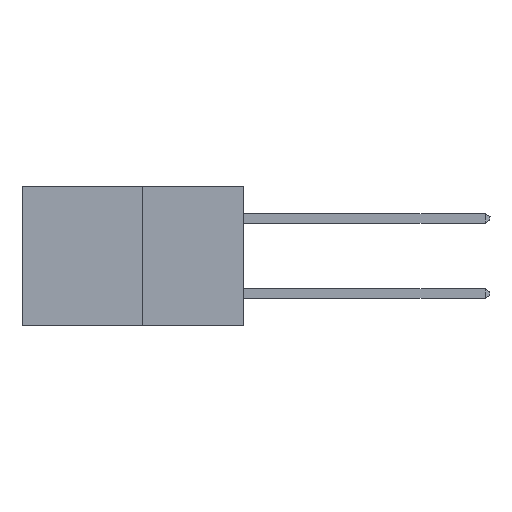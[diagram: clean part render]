
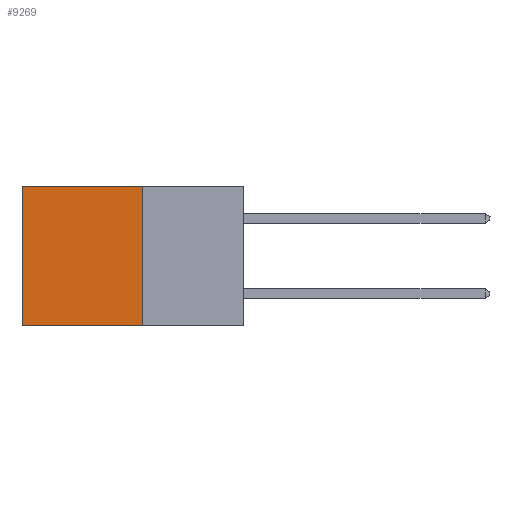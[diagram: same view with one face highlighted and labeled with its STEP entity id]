
A CAD part, left-side view. The second image highlights one B-rep face of the part: STEP entity #9269.
In plain terms, the highlighted planar face has unit normal (-1, 0, 0).
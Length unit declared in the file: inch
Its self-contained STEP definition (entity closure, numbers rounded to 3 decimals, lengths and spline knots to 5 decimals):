
#1331 = DIRECTION ( 'NONE',  ( 0., 0., -1. ) ) ;
#2543 = DIRECTION ( 'NONE',  ( 1., 0., 0. ) ) ;
#3027 = LINE ( 'NONE', #7578, #18355 ) ;
#4138 = ORIENTED_EDGE ( 'NONE', *, *, #7226, .T. ) ;
#4143 = DIRECTION ( 'NONE',  ( 0., 0., -1. ) ) ;
#4507 = EDGE_CURVE ( 'NONE', #16203, #8635, #9412, .T. ) ;
#5027 = CARTESIAN_POINT ( 'NONE',  ( 0.277, 0.27, 0. ) ) ;
#5596 = VECTOR ( 'NONE', #7066, 39.37008 ) ;
#6642 = EDGE_CURVE ( 'NONE', #11142, #16203, #3027, .T. ) ;
#6941 = EDGE_LOOP ( 'NONE', ( #9790, #16295, #7128, #4138 ) ) ;
#7066 = DIRECTION ( 'NONE',  ( 0., 1., 0. ) ) ;
#7091 = AXIS2_PLACEMENT_3D ( 'NONE', #16927, #2543, #1331 ) ;
#7128 = ORIENTED_EDGE ( 'NONE', *, *, #6642, .F. ) ;
#7226 = EDGE_CURVE ( 'NONE', #11142, #14338, #12992, .T. ) ;
#7344 = CARTESIAN_POINT ( 'NONE',  ( 0.277, 0.27, -0.37 ) ) ;
#7368 = CARTESIAN_POINT ( 'NONE',  ( 0.277, 0.59, -0.37 ) ) ;
#7473 = CARTESIAN_POINT ( 'NONE',  ( 0.277, 0.27, -0.37 ) ) ;
#7578 = CARTESIAN_POINT ( 'NONE',  ( 0.277, 0.27, -0.37 ) ) ;
#7720 = DIRECTION ( 'NONE',  ( 0., 0., -1. ) ) ;
#8163 = VECTOR ( 'NONE', #4143, 39.37008 ) ;
#8350 = CARTESIAN_POINT ( 'NONE',  ( 0.277, 0.59, -0.37 ) ) ;
#8593 = LINE ( 'NONE', #7368, #8163 ) ;
#8635 = VERTEX_POINT ( 'NONE', #8350 ) ;
#9269 = ADVANCED_FACE ( 'NONE', ( #13163 ), #12991, .F. ) ;
#9412 = LINE ( 'NONE', #7473, #5596 ) ;
#9790 = ORIENTED_EDGE ( 'NONE', *, *, #13976, .T. ) ;
#11142 = VERTEX_POINT ( 'NONE', #5027 ) ;
#12991 = PLANE ( 'NONE',  #7091 ) ;
#12992 = LINE ( 'NONE', #17141, #16871 ) ;
#13163 = FACE_OUTER_BOUND ( 'NONE', #6941, .T. ) ;
#13976 = EDGE_CURVE ( 'NONE', #14338, #8635, #8593, .T. ) ;
#14338 = VERTEX_POINT ( 'NONE', #18378 ) ;
#16203 = VERTEX_POINT ( 'NONE', #7344 ) ;
#16295 = ORIENTED_EDGE ( 'NONE', *, *, #4507, .F. ) ;
#16871 = VECTOR ( 'NONE', #17170, 39.37008 ) ;
#16927 = CARTESIAN_POINT ( 'NONE',  ( 0.277, 0.27, -0.37 ) ) ;
#17141 = CARTESIAN_POINT ( 'NONE',  ( 0.277, 0.27, 0. ) ) ;
#17170 = DIRECTION ( 'NONE',  ( 0., 1., 0. ) ) ;
#18355 = VECTOR ( 'NONE', #7720, 39.37008 ) ;
#18378 = CARTESIAN_POINT ( 'NONE',  ( 0.277, 0.59, 0. ) ) ;
